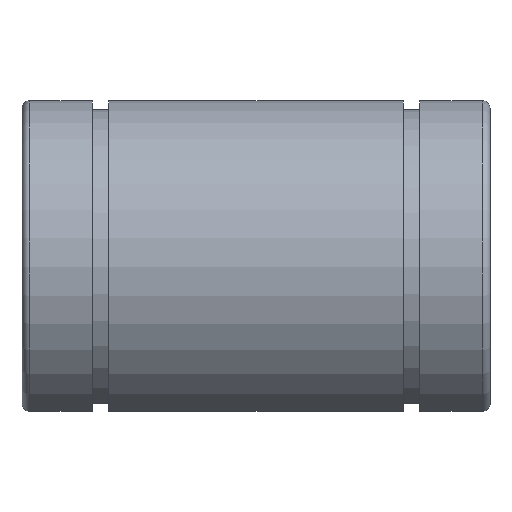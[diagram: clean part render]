
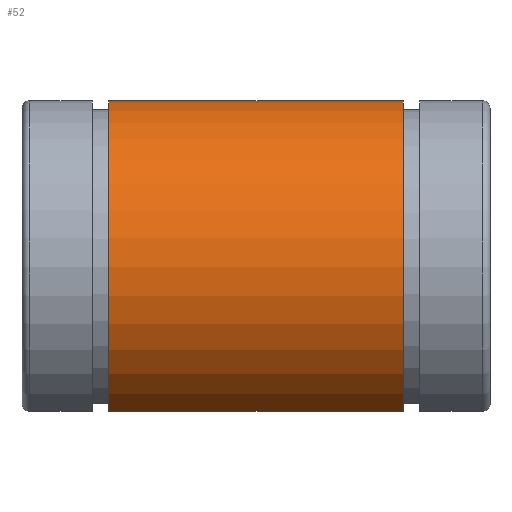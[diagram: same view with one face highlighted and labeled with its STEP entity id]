
A CAD part, top view. The second image highlights one B-rep face of the part: STEP entity #52.
In plain terms, the highlighted cylindrical face has radius 16 mm (diameter 32 mm), a partial arc.
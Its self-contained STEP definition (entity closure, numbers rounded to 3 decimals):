
#52 = ADVANCED_FACE( '', ( #113, #114 ), #115, .T. );
#113 = FACE_OUTER_BOUND( '', #182, .T. );
#114 = FACE_BOUND( '', #183, .T. );
#115 = CYLINDRICAL_SURFACE( '', #184, 16. );
#182 = EDGE_LOOP( '', ( #262, #263, #264, #265 ) );
#183 = EDGE_LOOP( '', ( #266 ) );
#184 = AXIS2_PLACEMENT_3D( '', #267, #268, #269 );
#262 = ORIENTED_EDGE( '', *, *, #422, .T. );
#263 = ORIENTED_EDGE( '', *, *, #429, .T. );
#264 = ORIENTED_EDGE( '', *, *, #430, .F. );
#265 = ORIENTED_EDGE( '', *, *, #431, .T. );
#266 = ORIENTED_EDGE( '', *, *, #432, .T. );
#267 = CARTESIAN_POINT( '', ( 45., 0., 0. ) );
#268 = DIRECTION( '', ( -1., 0., 0. ) );
#269 = DIRECTION( '', ( 0., 0., -1. ) );
#422 = EDGE_CURVE( '', #498, #499, #500, .T. );
#429 = EDGE_CURVE( '', #499, #510, #511, .T. );
#430 = EDGE_CURVE( '', #512, #510, #513, .T. );
#431 = EDGE_CURVE( '', #512, #498, #514, .F. );
#432 = EDGE_CURVE( '', #515, #515, #516, .T. );
#498 = VERTEX_POINT( '', #604 );
#499 = VERTEX_POINT( '', #605 );
#500 = CIRCLE( '', #606, 16. );
#510 = VERTEX_POINT( '', #618 );
#511 = LINE( '', #619, #620 );
#512 = VERTEX_POINT( '', #621 );
#513 = CIRCLE( '', #622, 16. );
#514 = LINE( '', #623, #624 );
#515 = VERTEX_POINT( '', #625 );
#516 = B_SPLINE_CURVE_WITH_KNOTS( '', 3, ( #626, #627, #628, #629, #630, #631, #632, #633, #634, #635, #636, #637, #638, #639, #640, #641, #642, #643, #644, #645, #646, #647, #648, #649, #650, #651, #652, #653, #654, #655, #656, #657, #658, #659, #660, #661, #662, #663, #664, #665, #666, #667, #668, #669, #670, #671, #672, #673, #674, #675, #676, #677 ), .UNSPECIFIED., .T., .F., ( 2, 2, 2, 2, 2, 2, 2, 2, 2, 2, 2, 2, 2, 2, 2, 2, 2, 2, 2, 2, 2, 2, 2, 2, 2, 2, 2, 2 ), ( -0.001, 0., 0., 0.001, 0.001, 0.001, 0.002, 0.002, 0.003, 0.003, 0.003, 0.004, 0.004, 0.004, 0.004, 0.005, 0.005, 0.006, 0.006, 0.006, 0.007, 0.007, 0.008, 0.008, 0.008, 0.009, 0.009, 0.01 ), .UNSPECIFIED. );
#604 = CARTESIAN_POINT( '', ( 8.35, -13.856, -8. ) );
#605 = CARTESIAN_POINT( '', ( 8.35, -13.856, 8. ) );
#606 = AXIS2_PLACEMENT_3D( '', #782, #783, #784 );
#618 = CARTESIAN_POINT( '', ( 36.65, -13.856, 8. ) );
#619 = CARTESIAN_POINT( '', ( 45., -13.856, 8. ) );
#620 = VECTOR( '', #793, 1000. );
#621 = CARTESIAN_POINT( '', ( 36.65, -13.856, -8. ) );
#622 = AXIS2_PLACEMENT_3D( '', #794, #795, #796 );
#623 = CARTESIAN_POINT( '', ( 45., -13.856, -8. ) );
#624 = VECTOR( '', #797, 1000. );
#625 = CARTESIAN_POINT( '', ( 21., 0., -16. ) );
#626 = CARTESIAN_POINT( '', ( 21., 0.198, -16. ) );
#627 = CARTESIAN_POINT( '', ( 21., -0.099, -16. ) );
#628 = CARTESIAN_POINT( '', ( 21.01, -0.197, -15.999 ) );
#629 = CARTESIAN_POINT( '', ( 21.048, -0.388, -15.996 ) );
#630 = CARTESIAN_POINT( '', ( 21.077, -0.484, -15.993 ) );
#631 = CARTESIAN_POINT( '', ( 21.152, -0.665, -15.986 ) );
#632 = CARTESIAN_POINT( '', ( 21.198, -0.751, -15.983 ) );
#633 = CARTESIAN_POINT( '', ( 21.307, -0.914, -15.974 ) );
#634 = CARTESIAN_POINT( '', ( 21.37, -0.992, -15.969 ) );
#635 = CARTESIAN_POINT( '', ( 21.578, -1.199, -15.956 ) );
#636 = CARTESIAN_POINT( '', ( 21.745, -1.311, -15.946 ) );
#637 = CARTESIAN_POINT( '', ( 22.106, -1.46, -15.933 ) );
#638 = CARTESIAN_POINT( '', ( 22.303, -1.5, -15.93 ) );
#639 = CARTESIAN_POINT( '', ( 22.597, -1.5, -15.93 ) );
#640 = CARTESIAN_POINT( '', ( 22.696, -1.49, -15.93 ) );
#641 = CARTESIAN_POINT( '', ( 22.889, -1.452, -15.934 ) );
#642 = CARTESIAN_POINT( '', ( 22.982, -1.424, -15.937 ) );
#643 = CARTESIAN_POINT( '', ( 23.164, -1.349, -15.943 ) );
#644 = CARTESIAN_POINT( '', ( 23.252, -1.302, -15.947 ) );
#645 = CARTESIAN_POINT( '', ( 23.414, -1.193, -15.956 ) );
#646 = CARTESIAN_POINT( '', ( 23.49, -1.131, -15.96 ) );
#647 = CARTESIAN_POINT( '', ( 23.63, -0.991, -15.969 ) );
#648 = CARTESIAN_POINT( '', ( 23.692, -0.915, -15.974 ) );
#649 = CARTESIAN_POINT( '', ( 23.801, -0.753, -15.982 ) );
#650 = CARTESIAN_POINT( '', ( 23.848, -0.665, -15.986 ) );
#651 = CARTESIAN_POINT( '', ( 23.923, -0.484, -15.993 ) );
#652 = CARTESIAN_POINT( '', ( 23.952, -0.39, -15.996 ) );
#653 = CARTESIAN_POINT( '', ( 23.99, -0.198, -15.999 ) );
#654 = CARTESIAN_POINT( '', ( 24., -0.098, -16. ) );
#655 = CARTESIAN_POINT( '', ( 24., 0.195, -16. ) );
#656 = CARTESIAN_POINT( '', ( 23.961, 0.393, -15.996 ) );
#657 = CARTESIAN_POINT( '', ( 23.811, 0.754, -15.983 ) );
#658 = CARTESIAN_POINT( '', ( 23.7, 0.921, -15.974 ) );
#659 = CARTESIAN_POINT( '', ( 23.493, 1.129, -15.96 ) );
#660 = CARTESIAN_POINT( '', ( 23.416, 1.192, -15.956 ) );
#661 = CARTESIAN_POINT( '', ( 23.253, 1.301, -15.947 ) );
#662 = CARTESIAN_POINT( '', ( 23.167, 1.347, -15.943 ) );
#663 = CARTESIAN_POINT( '', ( 22.985, 1.423, -15.937 ) );
#664 = CARTESIAN_POINT( '', ( 22.89, 1.452, -15.934 ) );
#665 = CARTESIAN_POINT( '', ( 22.698, 1.49, -15.93 ) );
#666 = CARTESIAN_POINT( '', ( 22.601, 1.5, -15.93 ) );
#667 = CARTESIAN_POINT( '', ( 22.303, 1.5, -15.93 ) );
#668 = CARTESIAN_POINT( '', ( 22.109, 1.461, -15.933 ) );
#669 = CARTESIAN_POINT( '', ( 21.836, 1.349, -15.943 ) );
#670 = CARTESIAN_POINT( '', ( 21.75, 1.303, -15.947 ) );
#671 = CARTESIAN_POINT( '', ( 21.587, 1.194, -15.955 ) );
#672 = CARTESIAN_POINT( '', ( 21.509, 1.131, -15.96 ) );
#673 = CARTESIAN_POINT( '', ( 21.302, 0.923, -15.974 ) );
#674 = CARTESIAN_POINT( '', ( 21.19, 0.756, -15.983 ) );
#675 = CARTESIAN_POINT( '', ( 21.04, 0.395, -15.996 ) );
#676 = CARTESIAN_POINT( '', ( 21., 0.198, -16. ) );
#677 = CARTESIAN_POINT( '', ( 21., -0.099, -16. ) );
#782 = CARTESIAN_POINT( '', ( 8.35, 0., 0. ) );
#783 = DIRECTION( '', ( 1., 0., 0. ) );
#784 = DIRECTION( '', ( 0., 0., -1. ) );
#793 = DIRECTION( '', ( 1., 0., 0. ) );
#794 = CARTESIAN_POINT( '', ( 36.65, 0., 0. ) );
#795 = DIRECTION( '', ( 1., 0., 0. ) );
#796 = DIRECTION( '', ( 0., 0., -1. ) );
#797 = DIRECTION( '', ( 1., 0., 0. ) );
